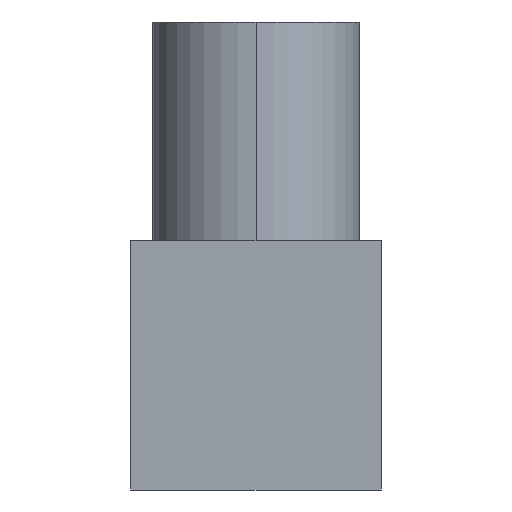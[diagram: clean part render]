
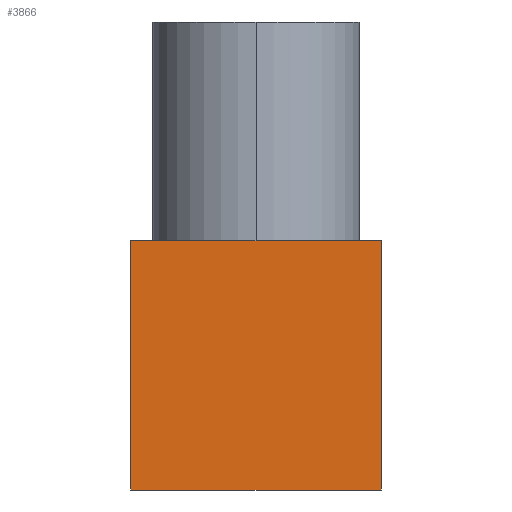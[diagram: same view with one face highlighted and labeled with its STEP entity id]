
A CAD part, left-side view. The second image highlights one B-rep face of the part: STEP entity #3866.
In plain terms, the highlighted planar face has unit normal (-1, 0, 0).
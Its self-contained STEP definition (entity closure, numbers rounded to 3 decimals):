
#13 = VERTEX_POINT ( 'NONE', #4384 ) ;
#26 = LINE ( 'NONE', #4339, #3393 ) ;
#33 = CARTESIAN_POINT ( 'NONE',  ( -11.303, 7.696, 3.835 ) ) ;
#138 = VERTEX_POINT ( 'NONE', #1901 ) ;
#217 = CARTESIAN_POINT ( 'NONE',  ( -11.303, 7.696, 3.835 ) ) ;
#238 = ORIENTED_EDGE ( 'NONE', *, *, #4365, .T. ) ;
#499 = DIRECTION ( 'NONE',  ( 0., 1., 0. ) ) ;
#800 = DIRECTION ( 'NONE',  ( 0., -1., 0. ) ) ;
#874 = VECTOR ( 'NONE', #1187, 1000. ) ;
#905 = DIRECTION ( 'NONE',  ( 0., 0., 1. ) ) ;
#912 = ORIENTED_EDGE ( 'NONE', *, *, #4592, .F. ) ;
#1066 = EDGE_CURVE ( 'NONE', #13, #3656, #26, .T. ) ;
#1187 = DIRECTION ( 'NONE',  ( 0., -1., 0. ) ) ;
#1226 = LINE ( 'NONE', #3454, #874 ) ;
#1263 = FACE_OUTER_BOUND ( 'NONE', #1537, .T. ) ;
#1276 = LINE ( 'NONE', #3091, #2758 ) ;
#1537 = EDGE_LOOP ( 'NONE', ( #4292, #1689, #912, #238 ) ) ;
#1578 = CARTESIAN_POINT ( 'NONE',  ( -11.303, 7.696, 3.835 ) ) ;
#1689 = ORIENTED_EDGE ( 'NONE', *, *, #4245, .F. ) ;
#1770 = AXIS2_PLACEMENT_3D ( 'NONE', #217, #2404, #499 ) ;
#1901 = CARTESIAN_POINT ( 'NONE',  ( -11.303, 7.696, -3.835 ) ) ;
#2404 = DIRECTION ( 'NONE',  ( 1., 0., 0. ) ) ;
#2596 = CARTESIAN_POINT ( 'NONE',  ( -11.303, 0., 3.835 ) ) ;
#2758 = VECTOR ( 'NONE', #905, 1000. ) ;
#3091 = CARTESIAN_POINT ( 'NONE',  ( -11.303, 7.696, 3.835 ) ) ;
#3291 = LINE ( 'NONE', #33, #3616 ) ;
#3393 = VECTOR ( 'NONE', #4667, 1000. ) ;
#3454 = CARTESIAN_POINT ( 'NONE',  ( -11.303, 7.696, -3.835 ) ) ;
#3463 = PLANE ( 'NONE',  #1770 ) ;
#3616 = VECTOR ( 'NONE', #800, 1000. ) ;
#3656 = VERTEX_POINT ( 'NONE', #2596 ) ;
#3866 = ADVANCED_FACE ( 'NONE', ( #1263 ), #3463, .F. ) ;
#3876 = VERTEX_POINT ( 'NONE', #1578 ) ;
#4245 = EDGE_CURVE ( 'NONE', #3876, #3656, #3291, .T. ) ;
#4292 = ORIENTED_EDGE ( 'NONE', *, *, #1066, .T. ) ;
#4339 = CARTESIAN_POINT ( 'NONE',  ( -11.303, 0., 3.835 ) ) ;
#4365 = EDGE_CURVE ( 'NONE', #138, #13, #1226, .T. ) ;
#4384 = CARTESIAN_POINT ( 'NONE',  ( -11.303, 0., -3.835 ) ) ;
#4592 = EDGE_CURVE ( 'NONE', #138, #3876, #1276, .T. ) ;
#4667 = DIRECTION ( 'NONE',  ( 0., 0., 1. ) ) ;
